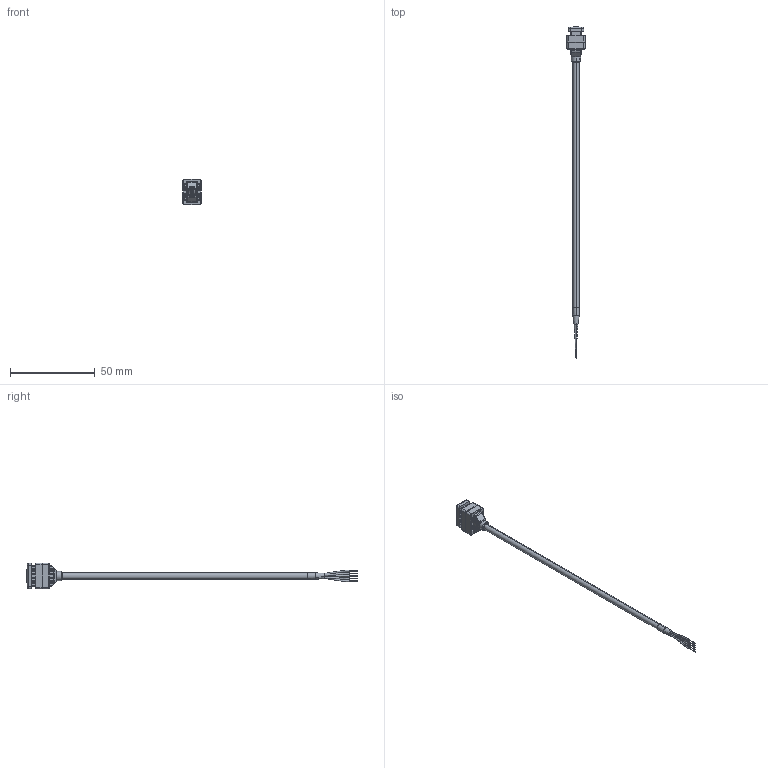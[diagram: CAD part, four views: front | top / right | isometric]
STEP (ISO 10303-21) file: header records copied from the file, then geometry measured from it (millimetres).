
FILE_DESCRIPTION (( 'STEP AP203' ), '1' );
FILE_NAME ('10-03659.STEP', '2020-08-21T19:23:53', ( '' ), ( '' ), 'SwSTEP 2.0', 'SolidWorks 2015', '' );
FILE_SCHEMA (( 'CONFIG_CONTROL_DESIGN' ));
Length unit declared in the file: millimetre
Products named in the file (6): 24-00330_USB C; 50-00928; 24-00330; 10-03659; 55-00140; 30-00088_stripped and tinned
Assembly tree (6 placements, depth 3):
  10-03659
    50-00928
    24-00330
      24-00330_USB C
      55-00140
    30-00088_stripped and tinned
    55-00140
Bounding box: 10.67 x 196.3 x 15.3 mm (x, y, z)
Volume: 2985.3 mm3; surface area: 13614.7 mm2
Topology: 85 solids, 98 shells, 1368 faces, 3066 edges, 1884 vertices
Faces by surface type: plane 916, cylinder 346, bspline 82, torus 22, cone 2
Entity records: 39192 total; most frequent: CARTESIAN_POINT 10985, DIRECTION 5601, ORIENTED_EDGE 5546, EDGE_CURVE 2808, AXIS2_PLACEMENT_3D 1888, LINE 1825, VECTOR 1825, VERTEX_POINT 1716
